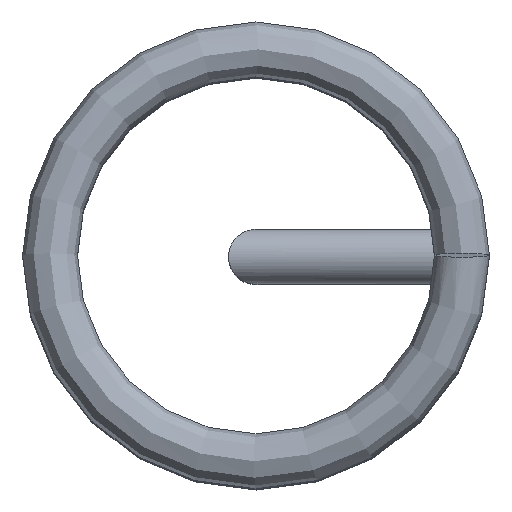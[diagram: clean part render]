
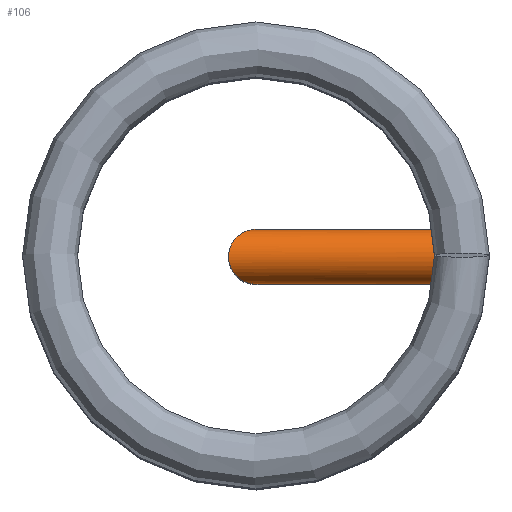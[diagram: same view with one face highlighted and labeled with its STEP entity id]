
A CAD part, top view. The second image highlights one B-rep face of the part: STEP entity #106.
In plain terms, the highlighted cylindrical face has radius 0.4 mm (diameter 0.8 mm), a full revolution.
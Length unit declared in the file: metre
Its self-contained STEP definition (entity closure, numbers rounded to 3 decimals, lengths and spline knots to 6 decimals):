
#22=ELLIPSE('',#161,0.000566,0.0004);
#39=ORIENTED_EDGE('',*,*,#51,.T.);
#40=ORIENTED_EDGE('',*,*,#52,.T.);
#51=EDGE_CURVE('',#59,#59,#67,.T.);
#52=EDGE_CURVE('',#60,#60,#22,.T.);
#59=VERTEX_POINT('',#223);
#60=VERTEX_POINT('',#225);
#67=CIRCLE('',#160,0.0004);
#75=EDGE_LOOP('',(#39));
#76=EDGE_LOOP('',(#40));
#89=FACE_BOUND('',#75,.T.);
#90=FACE_BOUND('',#76,.T.);
#100=CYLINDRICAL_SURFACE('',#159,0.0004);
#106=ADVANCED_FACE('',(#89,#90),#100,.F.);
#159=AXIS2_PLACEMENT_3D('',#221,#186,#187);
#160=AXIS2_PLACEMENT_3D('',#222,#188,#189);
#161=AXIS2_PLACEMENT_3D('',#224,#190,#191);
#186=DIRECTION('',(-1.,0.,0.));
#187=DIRECTION('',(0.,0.,1.));
#188=DIRECTION('',(1.,0.,0.));
#189=DIRECTION('',(0.,0.,-1.));
#190=DIRECTION('',(-0.707,0.,-0.707));
#191=DIRECTION('',(-0.707,0.,0.707));
#221=CARTESIAN_POINT('',(0.003,0.,0.));
#222=CARTESIAN_POINT('',(0.003,0.,0.));
#223=CARTESIAN_POINT('',(0.003,0.,-0.0004));
#224=CARTESIAN_POINT('',(0.,0.,0.));
#225=CARTESIAN_POINT('',(-0.0004,0.,0.0004));
